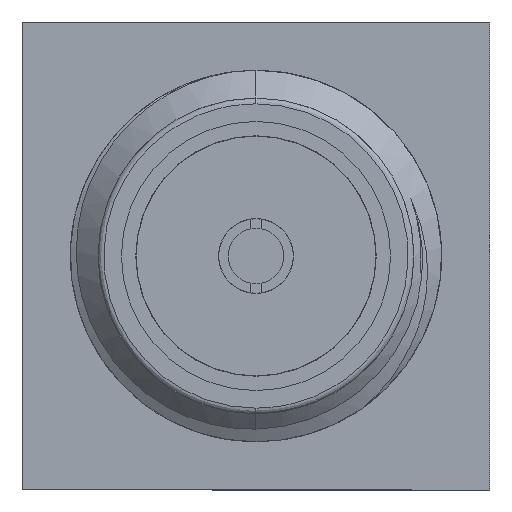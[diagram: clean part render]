
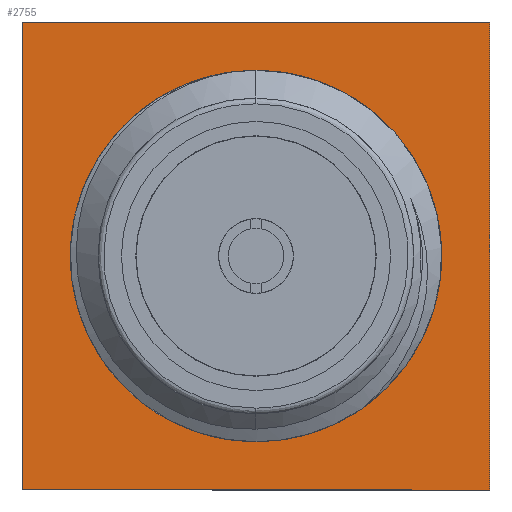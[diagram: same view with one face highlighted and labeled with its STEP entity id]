
A CAD part, left-side view. The second image highlights one B-rep face of the part: STEP entity #2755.
In plain terms, the highlighted planar face has unit normal (-1, 0, 0).
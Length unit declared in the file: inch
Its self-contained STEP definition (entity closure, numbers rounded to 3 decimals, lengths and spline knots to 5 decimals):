
#100 = DIRECTION ( 'NONE',  ( 0., 0., 1. ) ) ;
#148 = EDGE_CURVE ( 'NONE', #3096, #1743, #2389, .T. ) ;
#266 = LINE ( 'NONE', #1247, #2594 ) ;
#392 = CARTESIAN_POINT ( 'NONE',  ( 0.31024, 0., 0. ) ) ;
#425 = DIRECTION ( 'NONE',  ( 0., 0., -1. ) ) ;
#426 = CARTESIAN_POINT ( 'NONE',  ( 0.31024, 0., 0.1063 ) ) ;
#435 = VERTEX_POINT ( 'NONE', #2268 ) ;
#615 = FACE_OUTER_BOUND ( 'NONE', #2313, .T. ) ;
#641 = DIRECTION ( 'NONE',  ( 0., 1., 0. ) ) ;
#699 = ORIENTED_EDGE ( 'NONE', *, *, #3088, .T. ) ;
#798 = CARTESIAN_POINT ( 'NONE',  ( 0.31024, -0.15748, 0.15748 ) ) ;
#817 = CARTESIAN_POINT ( 'NONE',  ( 0.31024, -0.15748, 0.15748 ) ) ;
#865 = DIRECTION ( 'NONE',  ( 0., 0., 1. ) ) ;
#886 = EDGE_CURVE ( 'NONE', #2889, #435, #2526, .T. ) ;
#1050 = DIRECTION ( 'NONE',  ( 0., -1., 0. ) ) ;
#1165 = DIRECTION ( 'NONE',  ( 1., 0., 0. ) ) ;
#1247 = CARTESIAN_POINT ( 'NONE',  ( 0.31024, 0.15748, -0.15748 ) ) ;
#1414 = CARTESIAN_POINT ( 'NONE',  ( 0.31024, 0.15748, 0.15748 ) ) ;
#1544 = EDGE_CURVE ( 'NONE', #1648, #2479, #2652, .T. ) ;
#1549 = ORIENTED_EDGE ( 'NONE', *, *, #148, .T. ) ;
#1647 = CARTESIAN_POINT ( 'NONE',  ( 0.31024, 0.15748, 0.15748 ) ) ;
#1648 = VERTEX_POINT ( 'NONE', #426 ) ;
#1710 = ORIENTED_EDGE ( 'NONE', *, *, #1544, .T. ) ;
#1743 = VERTEX_POINT ( 'NONE', #798 ) ;
#1753 = CARTESIAN_POINT ( 'NONE',  ( 0.31024, 0., -0.1063 ) ) ;
#1835 = VECTOR ( 'NONE', #641, 39.37008 ) ;
#1855 = CARTESIAN_POINT ( 'NONE',  ( 0.31024, 0., 0. ) ) ;
#1858 = CIRCLE ( 'NONE', #3124, 0.1063 ) ;
#1900 = CARTESIAN_POINT ( 'NONE',  ( 0.31024, 0., 0. ) ) ;
#1946 = VECTOR ( 'NONE', #100, 39.37008 ) ;
#1968 = CARTESIAN_POINT ( 'NONE',  ( 0.31024, 0.15748, 0.15748 ) ) ;
#2119 = DIRECTION ( 'NONE',  ( 0., 0., -1. ) ) ;
#2220 = AXIS2_PLACEMENT_3D ( 'NONE', #1900, #2352, #865 ) ;
#2268 = CARTESIAN_POINT ( 'NONE',  ( 0.31024, 0.15748, -0.15748 ) ) ;
#2313 = EDGE_LOOP ( 'NONE', ( #2965, #1549, #699, #3278 ) ) ;
#2352 = DIRECTION ( 'NONE',  ( -1., 0., 0. ) ) ;
#2389 = LINE ( 'NONE', #817, #1946 ) ;
#2409 = LINE ( 'NONE', #1647, #1835 ) ;
#2463 = ORIENTED_EDGE ( 'NONE', *, *, #2931, .T. ) ;
#2479 = VERTEX_POINT ( 'NONE', #1753 ) ;
#2526 = LINE ( 'NONE', #1968, #3122 ) ;
#2545 = AXIS2_PLACEMENT_3D ( 'NONE', #1855, #2865, #2119 ) ;
#2594 = VECTOR ( 'NONE', #1050, 39.37008 ) ;
#2638 = EDGE_CURVE ( 'NONE', #435, #3096, #266, .T. ) ;
#2652 = CIRCLE ( 'NONE', #2545, 0.1063 ) ;
#2755 = ADVANCED_FACE ( 'NONE', ( #3143, #615 ), #2845, .T. ) ;
#2758 = DIRECTION ( 'NONE',  ( 0., 0., -1. ) ) ;
#2845 = PLANE ( 'NONE',  #2220 ) ;
#2865 = DIRECTION ( 'NONE',  ( 1., 0., 0. ) ) ;
#2889 = VERTEX_POINT ( 'NONE', #1414 ) ;
#2931 = EDGE_CURVE ( 'NONE', #2479, #1648, #1858, .T. ) ;
#2965 = ORIENTED_EDGE ( 'NONE', *, *, #2638, .T. ) ;
#3088 = EDGE_CURVE ( 'NONE', #1743, #2889, #2409, .T. ) ;
#3096 = VERTEX_POINT ( 'NONE', #3151 ) ;
#3122 = VECTOR ( 'NONE', #2758, 39.37008 ) ;
#3124 = AXIS2_PLACEMENT_3D ( 'NONE', #392, #1165, #425 ) ;
#3143 = FACE_BOUND ( 'NONE', #3164, .T. ) ;
#3151 = CARTESIAN_POINT ( 'NONE',  ( 0.31024, -0.15748, -0.15748 ) ) ;
#3164 = EDGE_LOOP ( 'NONE', ( #2463, #1710 ) ) ;
#3278 = ORIENTED_EDGE ( 'NONE', *, *, #886, .T. ) ;
